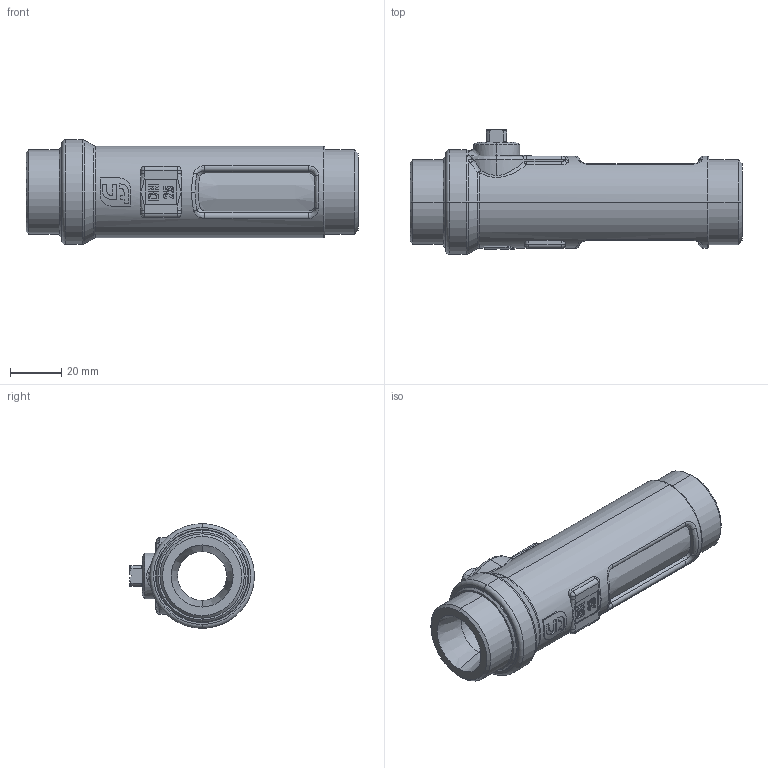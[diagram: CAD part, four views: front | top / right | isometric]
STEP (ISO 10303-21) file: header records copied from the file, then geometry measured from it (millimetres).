
FILE_DESCRIPTION (( 'STEP AP214' ), '1' );
FILE_NAME ('223.7427.000.STEP', '2019-06-18T07:34:59', ( '' ), ( '' ), 'SwSTEP 2.0', 'SolidWorks 2016', '' );
FILE_SCHEMA (( 'AUTOMOTIVE_DESIGN' ));
Length unit declared in the file: millimetre
Products named in the file (1): 223.7427.000
Bounding box: 130 x 48.9 x 41 mm (x, y, z)
Volume: 77554.7 mm3; surface area: 26917.8 mm2
Topology: 1 solids, 5 shells, 495 faces, 1264 edges, 798 vertices
Faces by surface type: plane 228, bspline 108, cylinder 98, torus 27, cone 25, sphere 9
Entity records: 25127 total; most frequent: CARTESIAN_POINT 8621, ORIENTED_EDGE 2500, DIRECTION 2062, EDGE_CURVE 1250, VERTEX_POINT 798, AXIS2_PLACEMENT_3D 697, VECTOR 668, LINE 668
